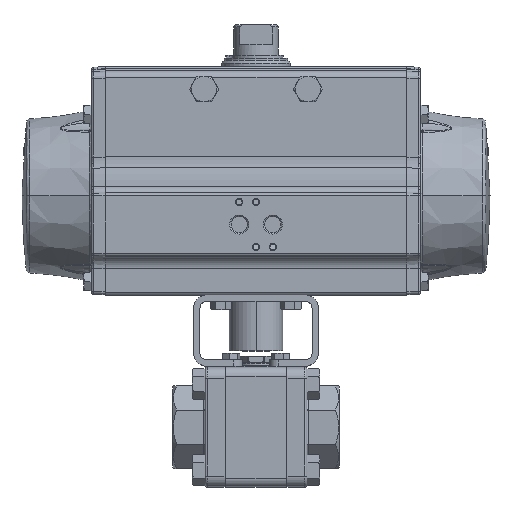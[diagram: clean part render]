
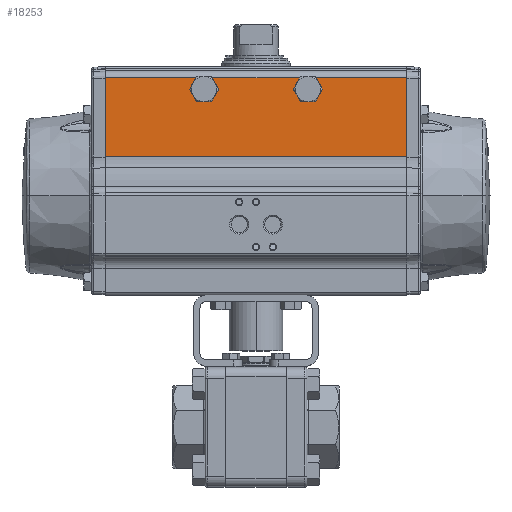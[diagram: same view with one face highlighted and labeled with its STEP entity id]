
A CAD part, top view. The second image highlights one B-rep face of the part: STEP entity #18253.
In plain terms, the highlighted planar face has unit normal (0, 0, 1).
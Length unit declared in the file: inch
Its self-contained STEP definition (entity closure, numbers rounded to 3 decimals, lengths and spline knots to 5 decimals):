
#1577 = EDGE_LOOP ( 'NONE', ( #11232, #8708, #26494, #53357, #28518, #35065, #64299, #31827 ) ) ;
#1654 = EDGE_CURVE ( 'NONE', #46280, #45391, #3702, .T. ) ;
#3038 = VECTOR ( 'NONE', #61155, 39.37008 ) ;
#3702 = CIRCLE ( 'NONE', #4719, 0.35433 ) ;
#4719 = AXIS2_PLACEMENT_3D ( 'NONE', #24482, #24464, #24390 ) ;
#5673 = LINE ( 'NONE', #50987, #16345 ) ;
#8708 = ORIENTED_EDGE ( 'NONE', *, *, #15467, .F. ) ;
#9719 = EDGE_CURVE ( 'NONE', #32150, #33740, #17463, .T. ) ;
#11232 = ORIENTED_EDGE ( 'NONE', *, *, #1654, .T. ) ;
#13193 = DIRECTION ( 'NONE',  ( 0., 1., 0. ) ) ;
#13214 = DIRECTION ( 'NONE',  ( 0., 0., -1. ) ) ;
#13262 = CARTESIAN_POINT ( 'NONE',  ( -2.47883, 9.49448, 2.56599 ) ) ;
#14872 = EDGE_CURVE ( 'NONE', #32022, #60872, #64652, .T. ) ;
#15467 = EDGE_CURVE ( 'NONE', #32022, #45391, #60551, .T. ) ;
#15545 = VECTOR ( 'NONE', #25164, 39.37008 ) ;
#16345 = VECTOR ( 'NONE', #24767, 39.37008 ) ;
#17463 = LINE ( 'NONE', #28596, #42188 ) ;
#18088 = DIRECTION ( 'NONE',  ( 1., 0., 0. ) ) ;
#18107 = DIRECTION ( 'NONE',  ( 0., 0., 1. ) ) ;
#18253 = ADVANCED_FACE ( 'NONE', ( #22572 ), #18394, .T. ) ;
#18394 = PLANE ( 'NONE',  #22643 ) ;
#18426 = DIRECTION ( 'NONE',  ( 1., 0., 0. ) ) ;
#18481 = CARTESIAN_POINT ( 'NONE',  ( 3.20424, 7.60637, 2.56599 ) ) ;
#20658 = EDGE_CURVE ( 'NONE', #46280, #59460, #38618, .T. ) ;
#22572 = FACE_OUTER_BOUND ( 'NONE', #1577, .T. ) ;
#22643 = AXIS2_PLACEMENT_3D ( 'NONE', #18481, #18107, #18088 ) ;
#23457 = LINE ( 'NONE', #49938, #49790 ) ;
#24390 = DIRECTION ( 'NONE',  ( 0., 1., 0. ) ) ;
#24464 = DIRECTION ( 'NONE',  ( 0., 0., -1. ) ) ;
#24482 = CARTESIAN_POINT ( 'NONE',  ( 0.43456, 9.49448, 2.56599 ) ) ;
#24767 = DIRECTION ( 'NONE',  ( 0., 1., 0. ) ) ;
#25105 = EDGE_CURVE ( 'NONE', #47718, #60872, #23457, .T. ) ;
#25164 = DIRECTION ( 'NONE',  ( 0., 1., 0. ) ) ;
#26494 = ORIENTED_EDGE ( 'NONE', *, *, #14872, .T. ) ;
#27031 = CARTESIAN_POINT ( 'NONE',  ( 3.20424, 7.60637, 2.56599 ) ) ;
#28333 = DIRECTION ( 'NONE',  ( 1., 0., 0. ) ) ;
#28518 = ORIENTED_EDGE ( 'NONE', *, *, #35356, .F. ) ;
#28596 = CARTESIAN_POINT ( 'NONE',  ( 3.20424, 7.60637, 2.56599 ) ) ;
#30762 = CARTESIAN_POINT ( 'NONE',  ( -5.24851, 9.80945, 2.56599 ) ) ;
#31827 = ORIENTED_EDGE ( 'NONE', *, *, #20658, .F. ) ;
#32022 = VERTEX_POINT ( 'NONE', #53679 ) ;
#32150 = VERTEX_POINT ( 'NONE', #55063 ) ;
#32174 = AXIS2_PLACEMENT_3D ( 'NONE', #13262, #13214, #13193 ) ;
#33740 = VERTEX_POINT ( 'NONE', #27031 ) ;
#35065 = ORIENTED_EDGE ( 'NONE', *, *, #9719, .T. ) ;
#35356 = EDGE_CURVE ( 'NONE', #32150, #47718, #57442, .T. ) ;
#36943 = VECTOR ( 'NONE', #51189, 39.37008 ) ;
#38618 = LINE ( 'NONE', #40624, #36943 ) ;
#40624 = CARTESIAN_POINT ( 'NONE',  ( 3.20424, 9.80945, 2.56599 ) ) ;
#42151 = EDGE_CURVE ( 'NONE', #33740, #59460, #5673, .T. ) ;
#42188 = VECTOR ( 'NONE', #28333, 39.37008 ) ;
#45391 = VERTEX_POINT ( 'NONE', #66778 ) ;
#45831 = CARTESIAN_POINT ( 'NONE',  ( -2.64115, 9.80945, 2.56599 ) ) ;
#46280 = VERTEX_POINT ( 'NONE', #54039 ) ;
#47718 = VERTEX_POINT ( 'NONE', #30762 ) ;
#49790 = VECTOR ( 'NONE', #18426, 39.37008 ) ;
#49938 = CARTESIAN_POINT ( 'NONE',  ( 3.20424, 9.80945, 2.56599 ) ) ;
#50987 = CARTESIAN_POINT ( 'NONE',  ( 3.20424, 3.73071, 2.56599 ) ) ;
#51189 = DIRECTION ( 'NONE',  ( 1., 0., 0. ) ) ;
#53357 = ORIENTED_EDGE ( 'NONE', *, *, #25105, .F. ) ;
#53679 = CARTESIAN_POINT ( 'NONE',  ( -2.3165, 9.80945, 2.56599 ) ) ;
#54039 = CARTESIAN_POINT ( 'NONE',  ( 0.59689, 9.80945, 2.56599 ) ) ;
#55063 = CARTESIAN_POINT ( 'NONE',  ( -5.24851, 7.60637, 2.56599 ) ) ;
#56636 = CARTESIAN_POINT ( 'NONE',  ( -5.24851, 3.73071, 2.56599 ) ) ;
#57442 = LINE ( 'NONE', #56636, #15545 ) ;
#59460 = VERTEX_POINT ( 'NONE', #67787 ) ;
#60551 = LINE ( 'NONE', #61531, #3038 ) ;
#60872 = VERTEX_POINT ( 'NONE', #45831 ) ;
#61155 = DIRECTION ( 'NONE',  ( 1., 0., 0. ) ) ;
#61531 = CARTESIAN_POINT ( 'NONE',  ( 3.20424, 9.80945, 2.56599 ) ) ;
#64299 = ORIENTED_EDGE ( 'NONE', *, *, #42151, .T. ) ;
#64652 = CIRCLE ( 'NONE', #32174, 0.35433 ) ;
#66778 = CARTESIAN_POINT ( 'NONE',  ( 0.27223, 9.80945, 2.56599 ) ) ;
#67787 = CARTESIAN_POINT ( 'NONE',  ( 3.20424, 9.80945, 2.56599 ) ) ;
